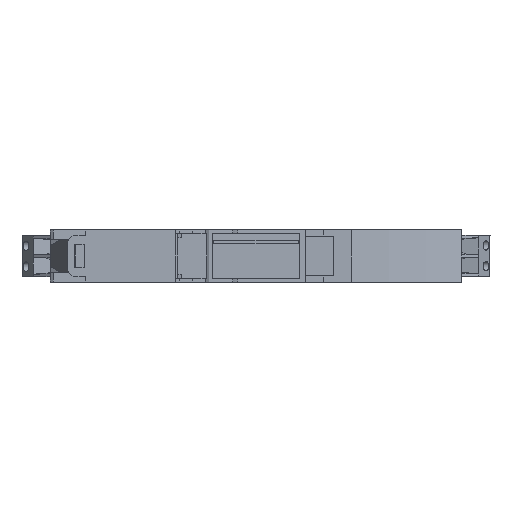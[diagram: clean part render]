
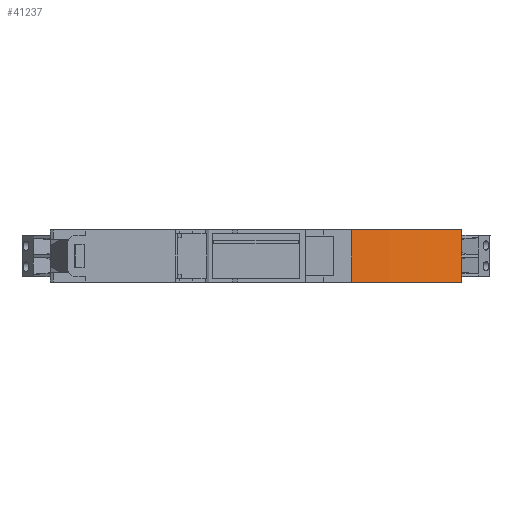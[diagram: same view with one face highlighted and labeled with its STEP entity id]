
A CAD part, front view. The second image highlights one B-rep face of the part: STEP entity #41237.
In plain terms, the highlighted cylindrical face has radius 80 mm (diameter 160 mm), a partial arc.
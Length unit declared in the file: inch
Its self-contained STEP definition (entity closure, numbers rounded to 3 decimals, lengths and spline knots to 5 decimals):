
#2009 = CIRCLE ( 'NONE', #27858, 3.14961 ) ;
#2451 = CARTESIAN_POINT ( 'NONE',  ( 3.89764, 0.43337, 0.25 ) ) ;
#4132 = CARTESIAN_POINT ( 'NONE',  ( 2.849, 0.11811, 0.49606 ) ) ;
#4432 = VERTEX_POINT ( 'NONE', #8205 ) ;
#4903 = CARTESIAN_POINT ( 'NONE',  ( 2.48031, 3.24606, 0. ) ) ;
#5766 = ORIENTED_EDGE ( 'NONE', *, *, #37547, .F. ) ;
#8205 = CARTESIAN_POINT ( 'NONE',  ( 3.89764, 0.43337, 0. ) ) ;
#8217 = VERTEX_POINT ( 'NONE', #36106 ) ;
#8467 = AXIS2_PLACEMENT_3D ( 'NONE', #31380, #8580, #41197 ) ;
#8580 = DIRECTION ( 'NONE',  ( 0., 0., 1. ) ) ;
#8647 = DIRECTION ( 'NONE',  ( 0., 1., 0. ) ) ;
#10300 = EDGE_LOOP ( 'NONE', ( #33027, #37877, #5766, #38983 ) ) ;
#11272 = VERTEX_POINT ( 'NONE', #4132 ) ;
#11613 = VERTEX_POINT ( 'NONE', #40035 ) ;
#13385 = CARTESIAN_POINT ( 'NONE',  ( 2.849, 0.11811, 0.49606 ) ) ;
#14378 = VECTOR ( 'NONE', #38190, 39.37008 ) ;
#15451 = CARTESIAN_POINT ( 'NONE',  ( 2.48031, 3.24606, 0.49606 ) ) ;
#16632 = CIRCLE ( 'NONE', #8467, 3.14961 ) ;
#18871 = DIRECTION ( 'NONE',  ( 0., 0., -1. ) ) ;
#21304 = DIRECTION ( 'NONE',  ( 0., 1., 0. ) ) ;
#21470 = CYLINDRICAL_SURFACE ( 'NONE', #23931, 3.14961 ) ;
#23931 = AXIS2_PLACEMENT_3D ( 'NONE', #15451, #18871, #8647 ) ;
#25825 = LINE ( 'NONE', #13385, #32139 ) ;
#27858 = AXIS2_PLACEMENT_3D ( 'NONE', #4903, #37446, #21304 ) ;
#28502 = FACE_OUTER_BOUND ( 'NONE', #10300, .T. ) ;
#30192 = EDGE_CURVE ( 'NONE', #8217, #4432, #31162, .T. ) ;
#31162 = LINE ( 'NONE', #2451, #14378 ) ;
#31380 = CARTESIAN_POINT ( 'NONE',  ( 2.48031, 3.24606, 0.49606 ) ) ;
#32139 = VECTOR ( 'NONE', #33001, 39.37008 ) ;
#33001 = DIRECTION ( 'NONE',  ( 0., 0., -1. ) ) ;
#33027 = ORIENTED_EDGE ( 'NONE', *, *, #39934, .T. ) ;
#35140 = EDGE_CURVE ( 'NONE', #11272, #11613, #25825, .T. ) ;
#36106 = CARTESIAN_POINT ( 'NONE',  ( 3.89764, 0.43337, 0.49606 ) ) ;
#37446 = DIRECTION ( 'NONE',  ( 0., 0., 1. ) ) ;
#37547 = EDGE_CURVE ( 'NONE', #11272, #8217, #16632, .T. ) ;
#37877 = ORIENTED_EDGE ( 'NONE', *, *, #30192, .F. ) ;
#38190 = DIRECTION ( 'NONE',  ( 0., 0., -1. ) ) ;
#38983 = ORIENTED_EDGE ( 'NONE', *, *, #35140, .T. ) ;
#39934 = EDGE_CURVE ( 'NONE', #11613, #4432, #2009, .T. ) ;
#40035 = CARTESIAN_POINT ( 'NONE',  ( 2.849, 0.11811, 0. ) ) ;
#41197 = DIRECTION ( 'NONE',  ( 0., 1., 0. ) ) ;
#41237 = ADVANCED_FACE ( 'NONE', ( #28502 ), #21470, .T. ) ;
